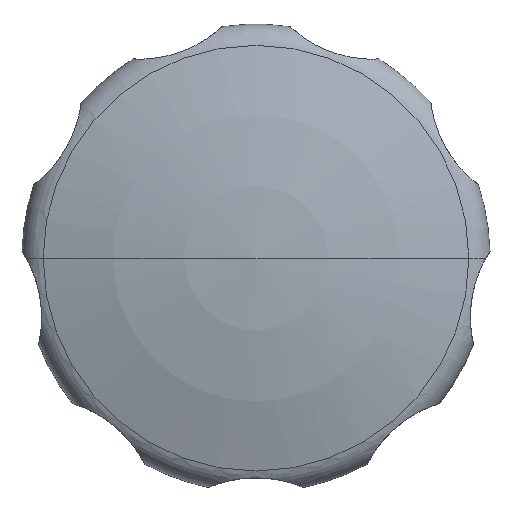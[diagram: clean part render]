
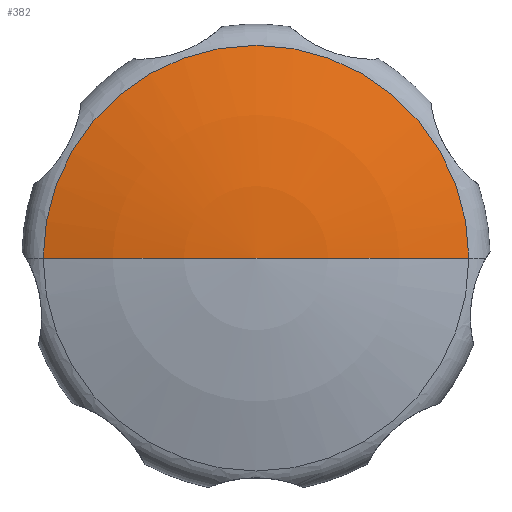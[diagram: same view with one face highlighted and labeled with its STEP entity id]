
A CAD part, top view. The second image highlights one B-rep face of the part: STEP entity #382.
In plain terms, the highlighted spherical face has radius 95.351 mm.
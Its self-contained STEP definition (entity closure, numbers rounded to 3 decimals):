
#382=ADVANCED_FACE('',(#801),#802,.T.);
#478=VERTEX_POINT('',#906);
#480=EDGE_CURVE('',#522,#488,#908,.T.);
#488=VERTEX_POINT('',#916);
#506=EDGE_CURVE('',#478,#522,#934,.T.);
#520=EDGE_CURVE('',#488,#478,#949,.T.);
#522=VERTEX_POINT('',#951);
#801=FACE_OUTER_BOUND('',#1514,.T.);
#802=SPHERICAL_SURFACE('',#1515,95.351);
#906=CARTESIAN_POINT('',(-28.182,0.,30.74));
#908=CIRCLE('',#1802,95.351);
#916=CARTESIAN_POINT('',(28.182,0.,30.74));
#934=CIRCLE('',#1885,95.351);
#949=CIRCLE('',#1903,28.182);
#951=CARTESIAN_POINT('',(0.,0.,35.0));
#1514=EDGE_LOOP('',(#2372,#2373,#2374));
#1515=AXIS2_PLACEMENT_3D('',#2375,#2376,#2377);
#1802=AXIS2_PLACEMENT_3D('',#2492,#2493,#2494);
#1885=AXIS2_PLACEMENT_3D('',#2504,#2505,#2506);
#1903=AXIS2_PLACEMENT_3D('',#2517,#2518,#2519);
#2372=ORIENTED_EDGE('',*,*,#506,.T.);
#2373=ORIENTED_EDGE('',*,*,#480,.T.);
#2374=ORIENTED_EDGE('',*,*,#520,.T.);
#2375=CARTESIAN_POINT('',(0.,0.,-60.351));
#2376=DIRECTION('',(0.0,0.0,1.0));
#2377=DIRECTION('',(-1.0,0.,0.0));
#2492=CARTESIAN_POINT('',(0.,0.,-60.351));
#2493=DIRECTION('',(0.,1.0,0.0));
#2494=DIRECTION('',(0.0,-0.0,-1.0));
#2504=CARTESIAN_POINT('',(0.,0.,-60.351));
#2505=DIRECTION('',(0.,1.0,0.0));
#2506=DIRECTION('',(0.0,-0.0,-1.0));
#2517=CARTESIAN_POINT('',(0.,0.,30.74));
#2518=DIRECTION('',(0.0,0.0,1.0));
#2519=DIRECTION('',(-1.0,0.,0.0));
